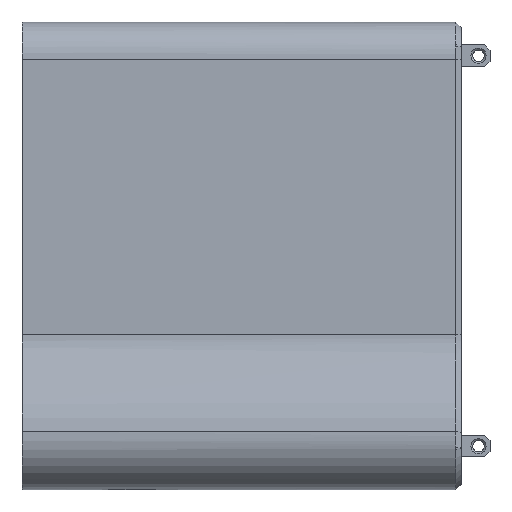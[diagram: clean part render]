
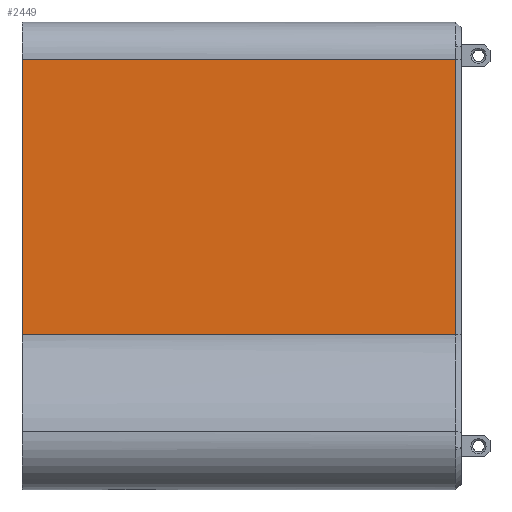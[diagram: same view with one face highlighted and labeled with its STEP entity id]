
A CAD part, front view. The second image highlights one B-rep face of the part: STEP entity #2449.
In plain terms, the highlighted planar face has unit normal (0, -1, 0).
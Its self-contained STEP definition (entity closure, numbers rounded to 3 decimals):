
#64=LINE('',#3470,#350);
#276=LINE('',#3965,#562);
#278=LINE('',#3973,#564);
#279=LINE('',#3974,#565);
#350=VECTOR('',#2719,10.);
#562=VECTOR('',#3165,10.);
#564=VECTOR('',#3173,10.);
#565=VECTOR('',#3174,10.);
#742=FACE_OUTER_BOUND('',#895,.T.);
#895=EDGE_LOOP('',(#2023,#2024,#2025,#2026));
#1003=VERTEX_POINT('',#3380);
#1004=VERTEX_POINT('',#3469);
#1170=VERTEX_POINT('',#3964);
#1173=VERTEX_POINT('',#3972);
#1227=EDGE_CURVE('',#1004,#1003,#64,.T.);
#1471=EDGE_CURVE('',#1170,#1004,#276,.T.);
#1475=EDGE_CURVE('',#1003,#1173,#278,.T.);
#1476=EDGE_CURVE('',#1173,#1170,#279,.T.);
#2023=ORIENTED_EDGE('',*,*,#1227,.T.);
#2024=ORIENTED_EDGE('',*,*,#1475,.T.);
#2025=ORIENTED_EDGE('',*,*,#1476,.T.);
#2026=ORIENTED_EDGE('',*,*,#1471,.T.);
#2320=PLANE('',#2630);
#2449=ADVANCED_FACE('',(#742),#2320,.F.);
#2630=AXIS2_PLACEMENT_3D('',#3971,#3171,#3172);
#2719=DIRECTION('',(0.,0.,-1.));
#3165=DIRECTION('',(-1.,0.,0.));
#3171=DIRECTION('center_axis',(0.,1.,0.));
#3172=DIRECTION('ref_axis',(0.,0.,-1.));
#3173=DIRECTION('',(1.,0.,0.));
#3174=DIRECTION('',(0.,0.,1.));
#3380=CARTESIAN_POINT('',(-110.,-7.5,-43.09));
#3469=CARTESIAN_POINT('',(-110.,-7.5,33.25));
#3470=CARTESIAN_POINT('',(-110.,-7.5,5.984));
#3964=CARTESIAN_POINT('',(10.3,-7.5,33.25));
#3965=CARTESIAN_POINT('',(62.,-7.5,33.25));
#3971=CARTESIAN_POINT('Origin',(62.,-7.5,33.25));
#3972=CARTESIAN_POINT('',(10.3,-7.5,-43.09));
#3973=CARTESIAN_POINT('',(-129.,-7.5,-43.09));
#3974=CARTESIAN_POINT('',(10.3,-7.5,7.236));
